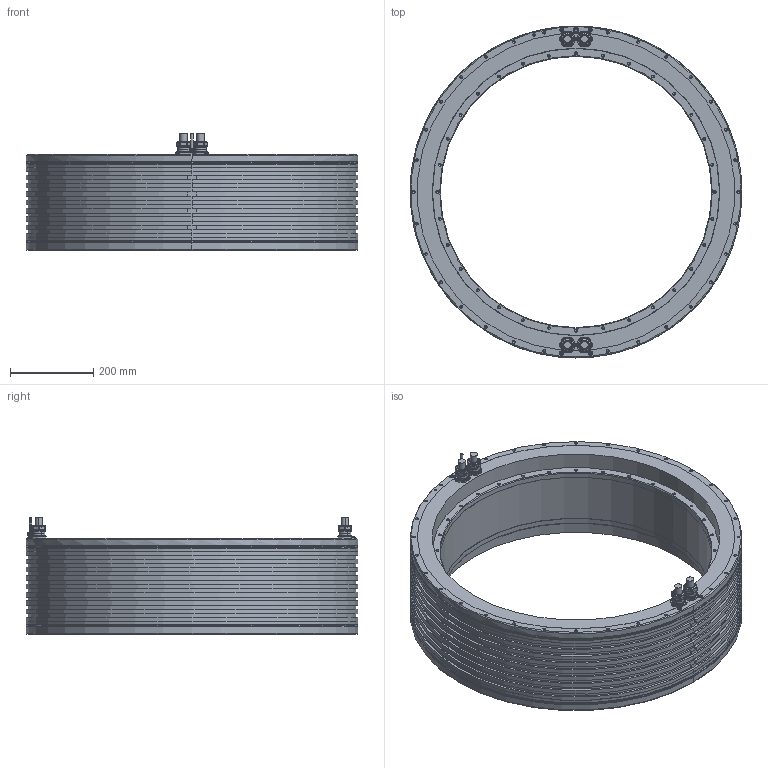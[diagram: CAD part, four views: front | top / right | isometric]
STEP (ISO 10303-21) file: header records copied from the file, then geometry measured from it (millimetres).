
FILE_DESCRIPTION((''),'2;1');
FILE_NAME('PRT0001','2016-06-01T',('ch5533'),(''),'PRO/ENGINEER BY PARAMETRIC TECHNOLOGY CORPORATION, 2014000','PRO/ENGINEER BY PARAMETRIC TECHNOLOGY CORPORATION, 2014000','');
FILE_SCHEMA(('CONFIG_CONTROL_DESIGN'));
Length unit declared in the file: millimetre
Products named in the file (1): PRT0001
Bounding box: 795 x 795 x 279.7 mm (x, y, z)
Volume: 33299313.1 mm3; surface area: 2417277.2 mm2
Topology: 4 solids, 31 shells, 1395 faces, 3357 edges, 1933 vertices
Faces by surface type: cylinder 617, cone 442, plane 246, torus 74, sphere 8, revolution 8
Entity records: 49400 total; most frequent: CARTESIAN_POINT 7939, DIRECTION 7381, ORIENTED_EDGE 6202, EDGE_CURVE 3101, AXIS2_PLACEMENT_3D 3047, VERTEX_POINT 1933, CIRCLE 1660, EDGE_LOOP 1622
